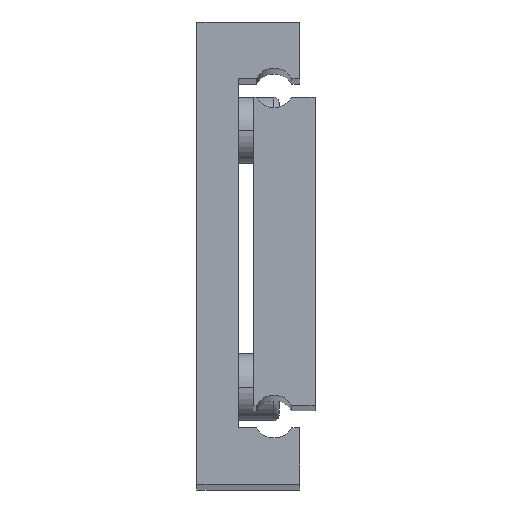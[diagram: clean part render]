
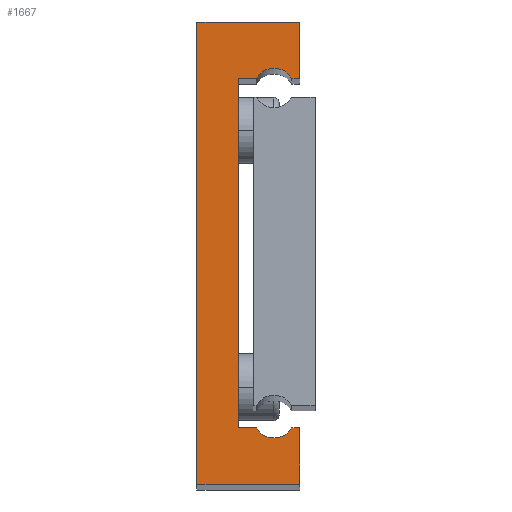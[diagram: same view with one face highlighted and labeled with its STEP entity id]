
A CAD part, top view. The second image highlights one B-rep face of the part: STEP entity #1667.
In plain terms, the highlighted planar face has unit normal (0, 0, 1).
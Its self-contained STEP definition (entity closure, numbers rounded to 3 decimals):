
#21 = VERTEX_POINT ( 'NONE', #2935 ) ;
#40 = ORIENTED_EDGE ( 'NONE', *, *, #2385, .T. ) ;
#69 = VERTEX_POINT ( 'NONE', #2462 ) ;
#91 = EDGE_CURVE ( 'NONE', #69, #3148, #3145, .T. ) ;
#102 = DIRECTION ( 'NONE',  ( -1., 0., 0. ) ) ;
#109 = CARTESIAN_POINT ( 'NONE',  ( 20., 11., 325. ) ) ;
#159 = ORIENTED_EDGE ( 'NONE', *, *, #3169, .T. ) ;
#164 = EDGE_CURVE ( 'NONE', #1890, #21, #2263, .T. ) ;
#210 = ORIENTED_EDGE ( 'NONE', *, *, #3126, .T. ) ;
#227 = CARTESIAN_POINT ( 'NONE',  ( 20., 90., 325. ) ) ;
#250 = ORIENTED_EDGE ( 'NONE', *, *, #91, .T. ) ;
#272 = CARTESIAN_POINT ( 'NONE',  ( 11.536, 11., 325. ) ) ;
#275 = VERTEX_POINT ( 'NONE', #1679 ) ;
#295 = EDGE_CURVE ( 'NONE', #927, #69, #2211, .T. ) ;
#346 = VECTOR ( 'NONE', #2454, 1000. ) ;
#381 = VERTEX_POINT ( 'NONE', #272 ) ;
#420 = EDGE_CURVE ( 'NONE', #381, #1890, #2919, .T. ) ;
#449 = DIRECTION ( 'NONE',  ( 0., 1., 0. ) ) ;
#571 = LINE ( 'NONE', #3064, #2260 ) ;
#601 = ORIENTED_EDGE ( 'NONE', *, *, #420, .T. ) ;
#604 = ORIENTED_EDGE ( 'NONE', *, *, #2122, .T. ) ;
#605 = VERTEX_POINT ( 'NONE', #2939 ) ;
#641 = DIRECTION ( 'NONE',  ( 0., 0., -1. ) ) ;
#671 = CARTESIAN_POINT ( 'NONE',  ( 15., 13., 325. ) ) ;
#700 = CARTESIAN_POINT ( 'NONE',  ( 0., 0., 325. ) ) ;
#720 = AXIS2_PLACEMENT_3D ( 'NONE', #1537, #3057, #2536 ) ;
#725 = CARTESIAN_POINT ( 'NONE',  ( 11.536, 79., 325. ) ) ;
#732 = ORIENTED_EDGE ( 'NONE', *, *, #295, .T. ) ;
#744 = DIRECTION ( 'NONE',  ( 1., 0., 0. ) ) ;
#777 = VERTEX_POINT ( 'NONE', #1333 ) ;
#790 = DIRECTION ( 'NONE',  ( 0., 1., 0. ) ) ;
#841 = EDGE_CURVE ( 'NONE', #275, #1682, #2397, .T. ) ;
#864 = DIRECTION ( 'NONE',  ( -1., 0., 0. ) ) ;
#911 = ORIENTED_EDGE ( 'NONE', *, *, #2061, .T. ) ;
#915 = VECTOR ( 'NONE', #2972, 1000. ) ;
#927 = VERTEX_POINT ( 'NONE', #2154 ) ;
#933 = DIRECTION ( 'NONE',  ( 0., 1., 0. ) ) ;
#952 = ORIENTED_EDGE ( 'NONE', *, *, #841, .T. ) ;
#979 = EDGE_LOOP ( 'NONE', ( #159, #210, #952, #1474, #1518, #601, #2731, #40, #604, #732, #250, #911 ) ) ;
#980 = CARTESIAN_POINT ( 'NONE',  ( 20., 90., 325. ) ) ;
#1098 = AXIS2_PLACEMENT_3D ( 'NONE', #1821, #1354, #102 ) ;
#1100 = VERTEX_POINT ( 'NONE', #2509 ) ;
#1258 = LINE ( 'NONE', #700, #1699 ) ;
#1290 = EDGE_CURVE ( 'NONE', #1100, #381, #2336, .T. ) ;
#1333 = CARTESIAN_POINT ( 'NONE',  ( 11.536, 79., 325. ) ) ;
#1345 = VECTOR ( 'NONE', #449, 1000. ) ;
#1354 = DIRECTION ( 'NONE',  ( 0., 0., -1. ) ) ;
#1361 = CARTESIAN_POINT ( 'NONE',  ( 0., 0., 325. ) ) ;
#1384 = VERTEX_POINT ( 'NONE', #1361 ) ;
#1474 = ORIENTED_EDGE ( 'NONE', *, *, #1511, .T. ) ;
#1511 = EDGE_CURVE ( 'NONE', #1682, #1100, #1685, .T. ) ;
#1518 = ORIENTED_EDGE ( 'NONE', *, *, #1290, .T. ) ;
#1537 = CARTESIAN_POINT ( 'NONE',  ( 15., 77., 325. ) ) ;
#1541 = CIRCLE ( 'NONE', #1098, 4. ) ;
#1594 = VECTOR ( 'NONE', #933, 1000. ) ;
#1619 = DIRECTION ( 'NONE',  ( 1., 0., 0. ) ) ;
#1667 = ADVANCED_FACE ( 'NONE', ( #3008 ), #2304, .F. ) ;
#1679 = CARTESIAN_POINT ( 'NONE',  ( 20., 0., 325. ) ) ;
#1682 = VERTEX_POINT ( 'NONE', #109 ) ;
#1683 = DIRECTION ( 'NONE',  ( 1., 0., 0. ) ) ;
#1685 = LINE ( 'NONE', #2680, #346 ) ;
#1699 = VECTOR ( 'NONE', #1683, 1000. ) ;
#1712 = AXIS2_PLACEMENT_3D ( 'NONE', #671, #641, #1619 ) ;
#1714 = CARTESIAN_POINT ( 'NONE',  ( 8., 11., 325. ) ) ;
#1821 = CARTESIAN_POINT ( 'NONE',  ( 15., 77., 325. ) ) ;
#1890 = VERTEX_POINT ( 'NONE', #1714 ) ;
#2061 = EDGE_CURVE ( 'NONE', #3148, #605, #571, .T. ) ;
#2063 = VECTOR ( 'NONE', #744, 1000. ) ;
#2122 = EDGE_CURVE ( 'NONE', #777, #927, #1541, .T. ) ;
#2127 = CARTESIAN_POINT ( 'NONE',  ( 20., 0., 325. ) ) ;
#2154 = CARTESIAN_POINT ( 'NONE',  ( 18.464, 79., 325. ) ) ;
#2194 = CARTESIAN_POINT ( 'NONE',  ( 11.536, 11., 325. ) ) ;
#2195 = LINE ( 'NONE', #725, #2589 ) ;
#2211 = LINE ( 'NONE', #2726, #2063 ) ;
#2260 = VECTOR ( 'NONE', #864, 1000. ) ;
#2263 = LINE ( 'NONE', #2983, #2791 ) ;
#2304 = PLANE ( 'NONE',  #720 ) ;
#2336 = CIRCLE ( 'NONE', #1712, 4. ) ;
#2385 = EDGE_CURVE ( 'NONE', #21, #777, #2195, .T. ) ;
#2397 = LINE ( 'NONE', #2127, #1345 ) ;
#2449 = LINE ( 'NONE', #2926, #915 ) ;
#2454 = DIRECTION ( 'NONE',  ( -1., 0., 0. ) ) ;
#2462 = CARTESIAN_POINT ( 'NONE',  ( 20., 79., 325. ) ) ;
#2509 = CARTESIAN_POINT ( 'NONE',  ( 18.464, 11., 325. ) ) ;
#2536 = DIRECTION ( 'NONE',  ( -1., 0., 0. ) ) ;
#2589 = VECTOR ( 'NONE', #2705, 1000. ) ;
#2680 = CARTESIAN_POINT ( 'NONE',  ( 20., 11., 325. ) ) ;
#2705 = DIRECTION ( 'NONE',  ( 1., 0., 0. ) ) ;
#2726 = CARTESIAN_POINT ( 'NONE',  ( 20., 79., 325. ) ) ;
#2731 = ORIENTED_EDGE ( 'NONE', *, *, #164, .T. ) ;
#2791 = VECTOR ( 'NONE', #790, 1000. ) ;
#2841 = VECTOR ( 'NONE', #2964, 1000. ) ;
#2919 = LINE ( 'NONE', #2194, #2841 ) ;
#2926 = CARTESIAN_POINT ( 'NONE',  ( 0., 0., 325. ) ) ;
#2935 = CARTESIAN_POINT ( 'NONE',  ( 8., 79., 325. ) ) ;
#2939 = CARTESIAN_POINT ( 'NONE',  ( 0., 90., 325. ) ) ;
#2964 = DIRECTION ( 'NONE',  ( -1., 0., 0. ) ) ;
#2972 = DIRECTION ( 'NONE',  ( 0., -1., 0. ) ) ;
#2983 = CARTESIAN_POINT ( 'NONE',  ( 8., 11., 325. ) ) ;
#3008 = FACE_OUTER_BOUND ( 'NONE', #979, .T. ) ;
#3057 = DIRECTION ( 'NONE',  ( 0., 0., -1. ) ) ;
#3064 = CARTESIAN_POINT ( 'NONE',  ( 0., 90., 325. ) ) ;
#3126 = EDGE_CURVE ( 'NONE', #1384, #275, #1258, .T. ) ;
#3145 = LINE ( 'NONE', #227, #1594 ) ;
#3148 = VERTEX_POINT ( 'NONE', #980 ) ;
#3169 = EDGE_CURVE ( 'NONE', #605, #1384, #2449, .T. ) ;
